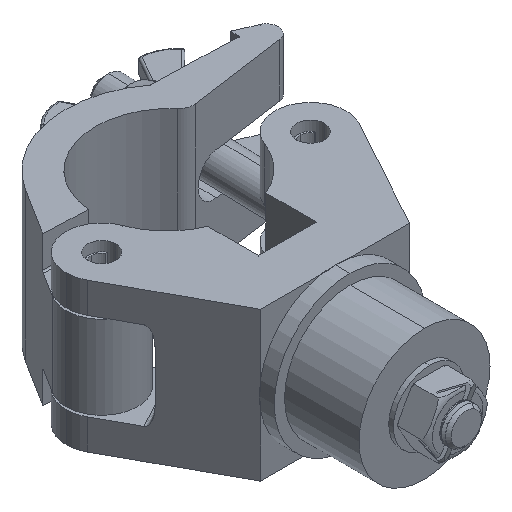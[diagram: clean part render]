
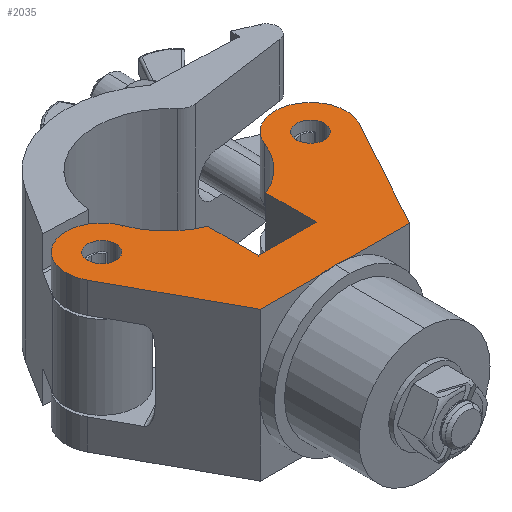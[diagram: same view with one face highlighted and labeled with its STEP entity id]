
A CAD part, isometric view. The second image highlights one B-rep face of the part: STEP entity #2035.
In plain terms, the highlighted planar face has unit normal (0, 0, 1).
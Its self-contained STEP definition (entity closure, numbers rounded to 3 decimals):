
#64 = ORIENTED_EDGE ( 'NONE', *, *, #10683, .T. ) ;
#304 = VECTOR ( 'NONE', #7063, 1000. ) ;
#376 = VERTEX_POINT ( 'NONE', #7569 ) ;
#389 = DIRECTION ( 'NONE',  ( 0., 0., 1. ) ) ;
#412 = FACE_BOUND ( 'NONE', #5238, .T. ) ;
#433 = LINE ( 'NONE', #8215, #11293 ) ;
#581 = EDGE_CURVE ( 'NONE', #9700, #7561, #9775, .T. ) ;
#689 = ORIENTED_EDGE ( 'NONE', *, *, #8281, .F. ) ;
#732 = DIRECTION ( 'NONE',  ( 0., 1., 0. ) ) ;
#825 = AXIS2_PLACEMENT_3D ( 'NONE', #12573, #12623, #4142 ) ;
#848 = CIRCLE ( 'NONE', #5731, 4.75 ) ;
#885 = CIRCLE ( 'NONE', #1407, 4.75 ) ;
#1104 = DIRECTION ( 'NONE',  ( 0., 0., 1. ) ) ;
#1174 = CARTESIAN_POINT ( 'NONE',  ( 9.725, 16., 24.95 ) ) ;
#1387 = CARTESIAN_POINT ( 'NONE',  ( -25., 0., 24.95 ) ) ;
#1407 = AXIS2_PLACEMENT_3D ( 'NONE', #5946, #1104, #15686 ) ;
#1409 = CIRCLE ( 'NONE', #825, 4.75 ) ;
#1523 = ORIENTED_EDGE ( 'NONE', *, *, #8486, .T. ) ;
#1648 = VECTOR ( 'NONE', #11720, 1000. ) ;
#2034 = CARTESIAN_POINT ( 'NONE',  ( 0., 56.402, 24.95 ) ) ;
#2035 = ADVANCED_FACE ( 'NONE', ( #412, #11093, #5960 ), #2966, .T. ) ;
#2111 = ORIENTED_EDGE ( 'NONE', *, *, #6353, .T. ) ;
#2193 = DIRECTION ( 'NONE',  ( 0., 0., -1. ) ) ;
#2233 = DIRECTION ( 'NONE',  ( 1., 0., 0. ) ) ;
#2300 = CARTESIAN_POINT ( 'NONE',  ( 25., 0., 24.95 ) ) ;
#2419 = CIRCLE ( 'NONE', #14690, 12. ) ;
#2798 = LINE ( 'NONE', #9338, #1648 ) ;
#2880 = LINE ( 'NONE', #1387, #8621 ) ;
#2888 = DIRECTION ( 'NONE',  ( 0., -1., 0. ) ) ;
#2929 = AXIS2_PLACEMENT_3D ( 'NONE', #7818, #389, #11409 ) ;
#2966 = PLANE ( 'NONE',  #3369 ) ;
#3016 = VERTEX_POINT ( 'NONE', #3622 ) ;
#3041 = CARTESIAN_POINT ( 'NONE',  ( 0., 56.402, 24.95 ) ) ;
#3159 = AXIS2_PLACEMENT_3D ( 'NONE', #7094, #4699, #11014 ) ;
#3241 = DIRECTION ( 'NONE',  ( 0., 0., -1. ) ) ;
#3280 = CARTESIAN_POINT ( 'NONE',  ( -45.524, 37.453, 24.95 ) ) ;
#3302 = VERTEX_POINT ( 'NONE', #6621 ) ;
#3369 = AXIS2_PLACEMENT_3D ( 'NONE', #5344, #10082, #15101 ) ;
#3622 = CARTESIAN_POINT ( 'NONE',  ( 39.75, 43.22, 24.95 ) ) ;
#4142 = DIRECTION ( 'NONE',  ( 1., 0., 0. ) ) ;
#4194 = VERTEX_POINT ( 'NONE', #3280 ) ;
#4412 = CARTESIAN_POINT ( 'NONE',  ( 35., 43.22, 24.95 ) ) ;
#4506 = ORIENTED_EDGE ( 'NONE', *, *, #13867, .T. ) ;
#4632 = VERTEX_POINT ( 'NONE', #5284 ) ;
#4699 = DIRECTION ( 'NONE',  ( 0., 0., 1. ) ) ;
#4733 = ORIENTED_EDGE ( 'NONE', *, *, #7438, .T. ) ;
#4744 = VERTEX_POINT ( 'NONE', #9017 ) ;
#4831 = AXIS2_PLACEMENT_3D ( 'NONE', #2034, #2193, #9448 ) ;
#4877 = EDGE_CURVE ( 'NONE', #5952, #7040, #2798, .T. ) ;
#4997 = CARTESIAN_POINT ( 'NONE',  ( 23.77, 47.449, 24.95 ) ) ;
#5201 = ORIENTED_EDGE ( 'NONE', *, *, #7689, .F. ) ;
#5238 = EDGE_LOOP ( 'NONE', ( #689, #5201 ) ) ;
#5284 = CARTESIAN_POINT ( 'NONE',  ( -30.25, 43.22, 24.95 ) ) ;
#5344 = CARTESIAN_POINT ( 'NONE',  ( 35., 43.22, 24.95 ) ) ;
#5363 = EDGE_CURVE ( 'NONE', #7385, #9700, #7753, .T. ) ;
#5658 = DIRECTION ( 'NONE',  ( 0., 0., 1. ) ) ;
#5659 = AXIS2_PLACEMENT_3D ( 'NONE', #10906, #8554, #14449 ) ;
#5731 = AXIS2_PLACEMENT_3D ( 'NONE', #12991, #12818, #6867 ) ;
#5893 = EDGE_CURVE ( 'NONE', #4744, #4632, #11925, .T. ) ;
#5946 = CARTESIAN_POINT ( 'NONE',  ( -35., 43.22, 24.95 ) ) ;
#5952 = VERTEX_POINT ( 'NONE', #2300 ) ;
#5960 = FACE_BOUND ( 'NONE', #7775, .T. ) ;
#6315 = ORIENTED_EDGE ( 'NONE', *, *, #14131, .T. ) ;
#6337 = CARTESIAN_POINT ( 'NONE',  ( -9.725, 32.937, 24.95 ) ) ;
#6353 = EDGE_CURVE ( 'NONE', #15056, #10964, #7528, .T. ) ;
#6621 = CARTESIAN_POINT ( 'NONE',  ( 30.25, 43.22, 24.95 ) ) ;
#6867 = DIRECTION ( 'NONE',  ( 1., 0., 0. ) ) ;
#6880 = DIRECTION ( 'NONE',  ( 1., 0., 0. ) ) ;
#7040 = VERTEX_POINT ( 'NONE', #13812 ) ;
#7063 = DIRECTION ( 'NONE',  ( -1., 0., 0. ) ) ;
#7094 = CARTESIAN_POINT ( 'NONE',  ( -35., 43.22, 24.95 ) ) ;
#7180 = CARTESIAN_POINT ( 'NONE',  ( -9.725, 16., 24.95 ) ) ;
#7304 = VECTOR ( 'NONE', #732, 1000. ) ;
#7385 = VERTEX_POINT ( 'NONE', #1174 ) ;
#7438 = EDGE_CURVE ( 'NONE', #8334, #4194, #11500, .T. ) ;
#7524 = DIRECTION ( 'NONE',  ( 0.481, -0.877, 0. ) ) ;
#7528 = CIRCLE ( 'NONE', #9136, 25.4 ) ;
#7561 = VERTEX_POINT ( 'NONE', #6337 ) ;
#7569 = CARTESIAN_POINT ( 'NONE',  ( -23.77, 47.449, 24.95 ) ) ;
#7689 = EDGE_CURVE ( 'NONE', #3016, #3302, #1409, .T. ) ;
#7753 = LINE ( 'NONE', #7180, #304 ) ;
#7775 = EDGE_LOOP ( 'NONE', ( #13337, #8728 ) ) ;
#7818 = CARTESIAN_POINT ( 'NONE',  ( -35., 43.22, 24.95 ) ) ;
#8028 = CARTESIAN_POINT ( 'NONE',  ( -9.725, 16., 24.95 ) ) ;
#8215 = CARTESIAN_POINT ( 'NONE',  ( -25., 0., 24.95 ) ) ;
#8281 = EDGE_CURVE ( 'NONE', #3302, #3016, #848, .T. ) ;
#8334 = VERTEX_POINT ( 'NONE', #14152 ) ;
#8486 = EDGE_CURVE ( 'NONE', #13731, #5952, #433, .T. ) ;
#8554 = DIRECTION ( 'NONE',  ( 0., 0., 1. ) ) ;
#8585 = ORIENTED_EDGE ( 'NONE', *, *, #4877, .T. ) ;
#8621 = VECTOR ( 'NONE', #7524, 1000. ) ;
#8728 = ORIENTED_EDGE ( 'NONE', *, *, #15445, .F. ) ;
#8733 = CARTESIAN_POINT ( 'NONE',  ( -9.725, 16., 24.95 ) ) ;
#8799 = VECTOR ( 'NONE', #2888, 1000. ) ;
#8917 = CARTESIAN_POINT ( 'NONE',  ( -25., 0., 24.95 ) ) ;
#8962 = CARTESIAN_POINT ( 'NONE',  ( 9.725, 16., 24.95 ) ) ;
#9017 = CARTESIAN_POINT ( 'NONE',  ( -39.75, 43.22, 24.95 ) ) ;
#9108 = ORIENTED_EDGE ( 'NONE', *, *, #581, .T. ) ;
#9136 = AXIS2_PLACEMENT_3D ( 'NONE', #3041, #3241, #15339 ) ;
#9338 = CARTESIAN_POINT ( 'NONE',  ( 25., 0., 24.95 ) ) ;
#9448 = DIRECTION ( 'NONE',  ( -1., 0., 0. ) ) ;
#9700 = VERTEX_POINT ( 'NONE', #8733 ) ;
#9775 = LINE ( 'NONE', #8028, #7304 ) ;
#9941 = ORIENTED_EDGE ( 'NONE', *, *, #5363, .T. ) ;
#10082 = DIRECTION ( 'NONE',  ( 0., 0., 1. ) ) ;
#10427 = EDGE_CURVE ( 'NONE', #10964, #7385, #13572, .T. ) ;
#10458 = EDGE_CURVE ( 'NONE', #7561, #376, #15277, .T. ) ;
#10683 = EDGE_CURVE ( 'NONE', #4194, #13731, #2880, .T. ) ;
#10808 = CIRCLE ( 'NONE', #2929, 12. ) ;
#10906 = CARTESIAN_POINT ( 'NONE',  ( -35., 43.22, 24.95 ) ) ;
#10964 = VERTEX_POINT ( 'NONE', #15456 ) ;
#11014 = DIRECTION ( 'NONE',  ( -1., 0., 0. ) ) ;
#11093 = FACE_OUTER_BOUND ( 'NONE', #12490, .T. ) ;
#11293 = VECTOR ( 'NONE', #2233, 1000. ) ;
#11409 = DIRECTION ( 'NONE',  ( -1., 0., 0. ) ) ;
#11500 = CIRCLE ( 'NONE', #3159, 12. ) ;
#11720 = DIRECTION ( 'NONE',  ( 0.481, 0.877, 0. ) ) ;
#11925 = CIRCLE ( 'NONE', #5659, 4.75 ) ;
#12490 = EDGE_LOOP ( 'NONE', ( #8585, #4506, #2111, #12541, #9941, #9108, #12977, #6315, #4733, #64, #1523 ) ) ;
#12541 = ORIENTED_EDGE ( 'NONE', *, *, #10427, .T. ) ;
#12573 = CARTESIAN_POINT ( 'NONE',  ( 35., 43.22, 24.95 ) ) ;
#12623 = DIRECTION ( 'NONE',  ( 0., 0., 1. ) ) ;
#12818 = DIRECTION ( 'NONE',  ( 0., 0., 1. ) ) ;
#12977 = ORIENTED_EDGE ( 'NONE', *, *, #10458, .T. ) ;
#12991 = CARTESIAN_POINT ( 'NONE',  ( 35., 43.22, 24.95 ) ) ;
#13337 = ORIENTED_EDGE ( 'NONE', *, *, #5893, .F. ) ;
#13572 = LINE ( 'NONE', #8962, #8799 ) ;
#13731 = VERTEX_POINT ( 'NONE', #8917 ) ;
#13812 = CARTESIAN_POINT ( 'NONE',  ( 45.524, 37.453, 24.95 ) ) ;
#13867 = EDGE_CURVE ( 'NONE', #7040, #15056, #2419, .T. ) ;
#14131 = EDGE_CURVE ( 'NONE', #376, #8334, #10808, .T. ) ;
#14152 = CARTESIAN_POINT ( 'NONE',  ( -47., 43.22, 24.95 ) ) ;
#14449 = DIRECTION ( 'NONE',  ( -1., 0., 0. ) ) ;
#14690 = AXIS2_PLACEMENT_3D ( 'NONE', #4412, #5658, #6880 ) ;
#15056 = VERTEX_POINT ( 'NONE', #4997 ) ;
#15101 = DIRECTION ( 'NONE',  ( 1., 0., 0. ) ) ;
#15277 = CIRCLE ( 'NONE', #4831, 25.4 ) ;
#15339 = DIRECTION ( 'NONE',  ( 1., 0., 0. ) ) ;
#15445 = EDGE_CURVE ( 'NONE', #4632, #4744, #885, .T. ) ;
#15456 = CARTESIAN_POINT ( 'NONE',  ( 9.725, 32.937, 24.95 ) ) ;
#15686 = DIRECTION ( 'NONE',  ( -1., 0., 0. ) ) ;
